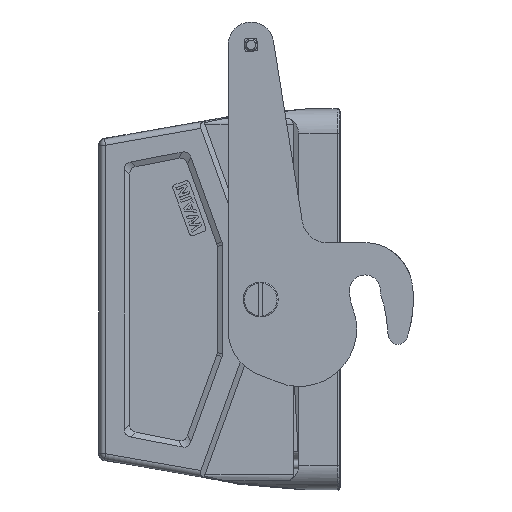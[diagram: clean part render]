
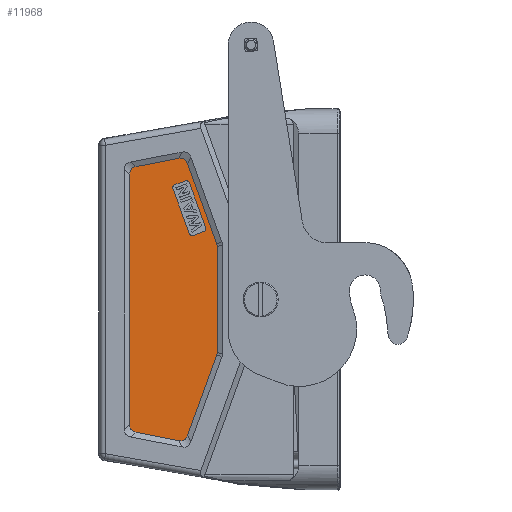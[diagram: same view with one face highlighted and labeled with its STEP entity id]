
A CAD part, left-side view. The second image highlights one B-rep face of the part: STEP entity #11968.
In plain terms, the highlighted planar face has unit normal (-1, 0, 0).
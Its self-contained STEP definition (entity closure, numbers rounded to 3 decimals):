
#191=DIRECTION('',(0.,-0.982,0.19));
#192=VECTOR('',#191,13.6);
#193=CARTESIAN_POINT('',(-21.5,9.658,41.859));
#194=LINE('',#193,#192);
#195=CARTESIAN_POINT('',(-21.5,-3.695,44.439));
#196=CARTESIAN_POINT('',(-21.5,-4.393,44.574));
#197=CARTESIAN_POINT('',(-21.5,-5.543,44.409));
#198=CARTESIAN_POINT('',(-21.5,-6.275,43.507));
#199=CARTESIAN_POINT('',(-21.5,-6.519,42.839));
#201=DIRECTION('',(0.,-0.342,-0.94));
#202=VECTOR('',#201,26.85);
#203=CARTESIAN_POINT('',(-21.5,-6.519,42.839));
#204=LINE('',#203,#202);
#205=CARTESIAN_POINT('',(-21.5,-15.702,17.609));
#206=CARTESIAN_POINT('',(-21.5,-15.802,17.333));
#207=CARTESIAN_POINT('',(-21.5,-15.853,17.048));
#208=CARTESIAN_POINT('',(-21.5,-15.853,16.754));
#210=DIRECTION('',(0.,0.,-1.));
#211=VECTOR('',#210,33.508);
#212=CARTESIAN_POINT('',(-21.5,-15.853,16.754));
#213=LINE('',#212,#211);
#214=CARTESIAN_POINT('',(-21.5,-15.853,-16.754));
#215=CARTESIAN_POINT('',(-21.5,-15.853,-17.048));
#216=CARTESIAN_POINT('',(-21.5,-15.802,-17.333));
#217=CARTESIAN_POINT('',(-21.5,-15.702,-17.609));
#219=DIRECTION('',(0.,0.342,-0.94));
#220=VECTOR('',#219,26.85);
#221=CARTESIAN_POINT('',(-21.5,-15.702,-17.609));
#222=LINE('',#221,#220);
#223=CARTESIAN_POINT('',(-21.5,-6.519,-42.839));
#224=CARTESIAN_POINT('',(-21.5,-6.275,-43.507));
#225=CARTESIAN_POINT('',(-21.5,-5.543,-44.409));
#226=CARTESIAN_POINT('',(-21.5,-4.393,-44.574));
#227=CARTESIAN_POINT('',(-21.5,-3.695,-44.439));
#229=DIRECTION('',(0.,0.982,0.19));
#230=VECTOR('',#229,13.6);
#231=CARTESIAN_POINT('',(-21.5,-3.695,-44.439));
#232=LINE('',#231,#230);
#233=CARTESIAN_POINT('',(-21.5,9.658,-41.859));
#234=CARTESIAN_POINT('',(-21.5,10.333,-41.729));
#235=CARTESIAN_POINT('',(-21.5,11.319,-41.167));
#236=CARTESIAN_POINT('',(-21.5,11.683,-40.093));
#237=CARTESIAN_POINT('',(-21.5,11.683,-39.405));
#239=DIRECTION('',(0.,0.,1.));
#240=VECTOR('',#239,78.81);
#241=CARTESIAN_POINT('',(-21.5,11.683,-39.405));
#242=LINE('',#241,#240);
#243=CARTESIAN_POINT('',(-21.5,11.683,39.405));
#244=CARTESIAN_POINT('',(-21.5,11.683,40.093));
#245=CARTESIAN_POINT('',(-21.5,11.319,41.167));
#246=CARTESIAN_POINT('',(-21.5,10.333,41.729));
#247=CARTESIAN_POINT('',(-21.5,9.658,41.859));
#249=DIRECTION('',(0.,0.342,0.94));
#250=VECTOR('',#249,15.);
#251=CARTESIAN_POINT('',(-21.5,-12.266,22.663));
#252=LINE('',#251,#250);
#253=CARTESIAN_POINT('',(-21.5,-6.196,36.417));
#254=DIRECTION('',(-1.,0.,0.));
#255=DIRECTION('',(0.,-0.94,0.342));
#256=AXIS2_PLACEMENT_3D('',#253,#254,#255);
#258=DIRECTION('',(0.,0.94,-0.342));
#259=VECTOR('',#258,3.5);
#260=CARTESIAN_POINT('',(-21.5,-5.854,37.356));
#261=LINE('',#260,#259);
#262=CARTESIAN_POINT('',(-21.5,-2.907,35.22));
#263=DIRECTION('',(-1.,0.,0.));
#264=DIRECTION('',(0.,0.342,0.94));
#265=AXIS2_PLACEMENT_3D('',#262,#263,#264);
#267=CARTESIAN_POINT('',(-21.5,-2.907,35.22));
#268=DIRECTION('',(-1.,0.,0.));
#269=DIRECTION('',(0.,1.,0.));
#270=AXIS2_PLACEMENT_3D('',#267,#268,#269);
#272=DIRECTION('',(0.,-0.342,-0.94));
#273=VECTOR('',#272,15.);
#274=CARTESIAN_POINT('',(-21.5,-1.967,34.878));
#275=LINE('',#274,#273);
#276=CARTESIAN_POINT('',(-21.5,-8.037,21.124));
#277=DIRECTION('',(-1.,0.,0.));
#278=DIRECTION('',(0.,0.94,-0.342));
#279=AXIS2_PLACEMENT_3D('',#276,#277,#278);
#281=DIRECTION('',(0.,-0.94,0.342));
#282=VECTOR('',#281,3.5);
#283=CARTESIAN_POINT('',(-21.5,-8.379,20.185));
#284=LINE('',#283,#282);
#285=CARTESIAN_POINT('',(-21.5,-11.326,22.321));
#286=DIRECTION('',(-1.,0.,0.));
#287=DIRECTION('',(0.,-0.342,-0.94));
#288=AXIS2_PLACEMENT_3D('',#285,#286,#287);
#290=CARTESIAN_POINT('',(-21.5,-11.326,22.321));
#291=DIRECTION('',(-1.,0.,0.));
#292=DIRECTION('',(0.,-1.,0.));
#293=AXIS2_PLACEMENT_3D('',#290,#291,#292);
#9656=CARTESIAN_POINT('',(-21.5,-8.379,20.185));
#9657=CARTESIAN_POINT('',(-21.5,-11.668,21.382));
#9658=VERTEX_POINT('',#9656);
#9659=VERTEX_POINT('',#9657);
#9660=CARTESIAN_POINT('',(-21.5,9.658,41.859));
#9661=CARTESIAN_POINT('',(-21.5,-3.695,44.439));
#9662=VERTEX_POINT('',#9660);
#9663=VERTEX_POINT('',#9661);
#9664=VERTEX_POINT('',#199);
#9665=CARTESIAN_POINT('',(-21.5,-15.702,17.609));
#9666=VERTEX_POINT('',#9665);
#9667=VERTEX_POINT('',#208);
#9668=CARTESIAN_POINT('',(-21.5,-15.853,-16.754));
#9669=VERTEX_POINT('',#9668);
#9670=VERTEX_POINT('',#217);
#9671=CARTESIAN_POINT('',(-21.5,-6.519,-42.839));
#9672=VERTEX_POINT('',#9671);
#9673=VERTEX_POINT('',#227);
#9674=CARTESIAN_POINT('',(-21.5,9.658,-41.859));
#9675=VERTEX_POINT('',#9674);
#9676=VERTEX_POINT('',#237);
#9677=CARTESIAN_POINT('',(-21.5,11.683,39.405));
#9678=VERTEX_POINT('',#9677);
#9679=CARTESIAN_POINT('',(-21.5,-12.266,22.663));
#9680=CARTESIAN_POINT('',(-21.5,-7.136,36.759));
#9681=VERTEX_POINT('',#9679);
#9682=VERTEX_POINT('',#9680);
#9683=CARTESIAN_POINT('',(-21.5,-5.854,37.356));
#9684=VERTEX_POINT('',#9683);
#9685=CARTESIAN_POINT('',(-21.5,-2.565,36.159));
#9686=VERTEX_POINT('',#9685);
#9687=CARTESIAN_POINT('',(-21.5,-1.907,35.22));
#9688=VERTEX_POINT('',#9687);
#9689=CARTESIAN_POINT('',(-21.5,-1.967,34.878));
#9690=VERTEX_POINT('',#9689);
#9691=CARTESIAN_POINT('',(-21.5,-7.098,20.782));
#9692=VERTEX_POINT('',#9691);
#9693=CARTESIAN_POINT('',(-21.5,-12.326,22.321));
#9694=VERTEX_POINT('',#9693);
#11916=CARTESIAN_POINT('',(-21.5,-17.585,48.886));
#11917=DIRECTION('',(-1.,0.,0.));
#11918=DIRECTION('',(0.,-1.,0.));
#11919=AXIS2_PLACEMENT_3D('',#11916,#11917,#11918);
#11920=PLANE('',#11919);
#11922=ORIENTED_EDGE('',*,*,#11921,.T.);
#11924=ORIENTED_EDGE('',*,*,#11923,.T.);
#11926=ORIENTED_EDGE('',*,*,#11925,.T.);
#11928=ORIENTED_EDGE('',*,*,#11927,.T.);
#11930=ORIENTED_EDGE('',*,*,#11929,.T.);
#11932=ORIENTED_EDGE('',*,*,#11931,.T.);
#11934=ORIENTED_EDGE('',*,*,#11933,.T.);
#11936=ORIENTED_EDGE('',*,*,#11935,.T.);
#11938=ORIENTED_EDGE('',*,*,#11937,.T.);
#11940=ORIENTED_EDGE('',*,*,#11939,.T.);
#11942=ORIENTED_EDGE('',*,*,#11941,.T.);
#11944=ORIENTED_EDGE('',*,*,#11943,.T.);
#11945=EDGE_LOOP('',(#11922,#11924,#11926,#11928,#11930,#11932,#11934,#11936,
#11938,#11940,#11942,#11944));
#11946=FACE_OUTER_BOUND('',#11945,.F.);
#11948=ORIENTED_EDGE('',*,*,#11947,.T.);
#11950=ORIENTED_EDGE('',*,*,#11949,.T.);
#11952=ORIENTED_EDGE('',*,*,#11951,.T.);
#11954=ORIENTED_EDGE('',*,*,#11953,.T.);
#11956=ORIENTED_EDGE('',*,*,#11955,.T.);
#11958=ORIENTED_EDGE('',*,*,#11957,.T.);
#11960=ORIENTED_EDGE('',*,*,#11959,.T.);
#11961=ORIENTED_EDGE('',*,*,#11906,.T.);
#11963=ORIENTED_EDGE('',*,*,#11962,.T.);
#11965=ORIENTED_EDGE('',*,*,#11964,.T.);
#11966=EDGE_LOOP('',(#11948,#11950,#11952,#11954,#11956,#11958,#11960,#11961,
#11963,#11965));
#11967=FACE_BOUND('',#11966,.F.);
#11968=ADVANCED_FACE('',(#11946,#11967),#11920,.T.);
#200=B_SPLINE_CURVE_WITH_KNOTS('',3,(#195,#196,#197,#198,#199),.UNSPECIFIED.,
.F.,.F.,(4,1,4),(0.,0.5,1.),.UNSPECIFIED.);
#209=B_SPLINE_CURVE_WITH_KNOTS('',3,(#205,#206,#207,#208),.UNSPECIFIED.,.F.,.F.,
(4,4),(0.,1.),.UNSPECIFIED.);
#218=B_SPLINE_CURVE_WITH_KNOTS('',3,(#214,#215,#216,#217),.UNSPECIFIED.,.F.,.F.,
(4,4),(0.,1.),.UNSPECIFIED.);
#228=B_SPLINE_CURVE_WITH_KNOTS('',3,(#223,#224,#225,#226,#227),.UNSPECIFIED.,
.F.,.F.,(4,1,4),(0.,0.5,1.),.UNSPECIFIED.);
#238=B_SPLINE_CURVE_WITH_KNOTS('',3,(#233,#234,#235,#236,#237),.UNSPECIFIED.,
.F.,.F.,(4,1,4),(0.,0.5,1.),.UNSPECIFIED.);
#248=B_SPLINE_CURVE_WITH_KNOTS('',3,(#243,#244,#245,#246,#247),.UNSPECIFIED.,
.F.,.F.,(4,1,4),(0.,0.5,1.),.UNSPECIFIED.);
#257=CIRCLE('',#256,1.);
#266=CIRCLE('',#265,1.);
#271=CIRCLE('',#270,1.);
#280=CIRCLE('',#279,1.);
#289=CIRCLE('',#288,1.);
#294=CIRCLE('',#293,1.);
#11906=EDGE_CURVE('',#9658,#9659,#284,.T.);
#11921=EDGE_CURVE('',#9662,#9663,#194,.T.);
#11923=EDGE_CURVE('',#9663,#9664,#200,.T.);
#11925=EDGE_CURVE('',#9664,#9666,#204,.T.);
#11927=EDGE_CURVE('',#9666,#9667,#209,.T.);
#11929=EDGE_CURVE('',#9667,#9669,#213,.T.);
#11931=EDGE_CURVE('',#9669,#9670,#218,.T.);
#11933=EDGE_CURVE('',#9670,#9672,#222,.T.);
#11935=EDGE_CURVE('',#9672,#9673,#228,.T.);
#11937=EDGE_CURVE('',#9673,#9675,#232,.T.);
#11939=EDGE_CURVE('',#9675,#9676,#238,.T.);
#11941=EDGE_CURVE('',#9676,#9678,#242,.T.);
#11943=EDGE_CURVE('',#9678,#9662,#248,.T.);
#11947=EDGE_CURVE('',#9681,#9682,#252,.T.);
#11949=EDGE_CURVE('',#9682,#9684,#257,.T.);
#11951=EDGE_CURVE('',#9684,#9686,#261,.T.);
#11953=EDGE_CURVE('',#9686,#9688,#266,.T.);
#11955=EDGE_CURVE('',#9688,#9690,#271,.T.);
#11957=EDGE_CURVE('',#9690,#9692,#275,.T.);
#11959=EDGE_CURVE('',#9692,#9658,#280,.T.);
#11962=EDGE_CURVE('',#9659,#9694,#289,.T.);
#11964=EDGE_CURVE('',#9694,#9681,#294,.T.);
